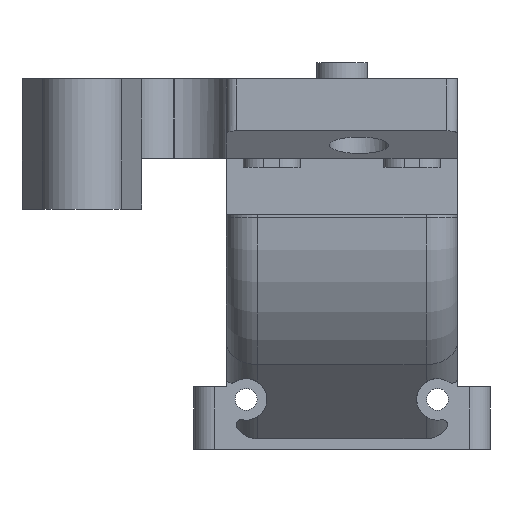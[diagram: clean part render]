
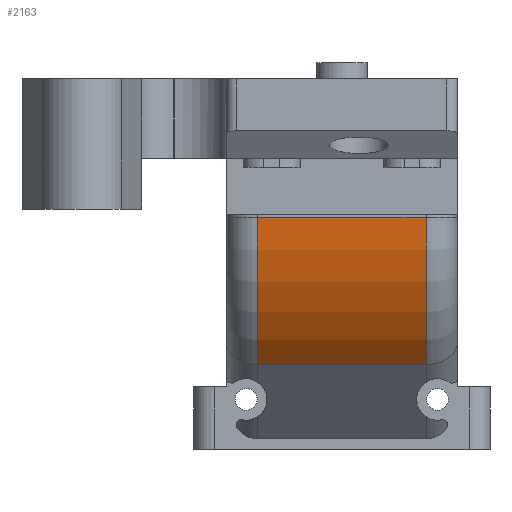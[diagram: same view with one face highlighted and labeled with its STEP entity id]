
A CAD part, front view. The second image highlights one B-rep face of the part: STEP entity #2163.
In plain terms, the highlighted cylindrical face has radius 20 mm (diameter 40 mm), a partial arc.
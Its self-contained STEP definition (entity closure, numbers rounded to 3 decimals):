
#74=CYLINDRICAL_SURFACE('',#2385,20.);
#233=FACE_OUTER_BOUND('',#367,.T.);
#367=EDGE_LOOP('',(#1888,#1889,#1890,#1891));
#465=CIRCLE('',#2354,20.);
#476=CIRCLE('',#2373,20.);
#532=LINE('',#3298,#716);
#669=LINE('',#3858,#853);
#716=VECTOR('',#2494,10.);
#853=VECTOR('',#2973,10.);
#882=VERTEX_POINT('',#3150);
#918=VERTEX_POINT('',#3293);
#1045=VERTEX_POINT('',#3806);
#1054=VERTEX_POINT('',#3835);
#1130=EDGE_CURVE('',#918,#882,#532,.T.);
#1336=EDGE_CURVE('',#918,#1045,#465,.T.);
#1351=EDGE_CURVE('',#1054,#882,#476,.T.);
#1358=EDGE_CURVE('',#1054,#1045,#669,.T.);
#1888=ORIENTED_EDGE('',*,*,#1351,.F.);
#1889=ORIENTED_EDGE('',*,*,#1358,.T.);
#1890=ORIENTED_EDGE('',*,*,#1336,.F.);
#1891=ORIENTED_EDGE('',*,*,#1130,.T.);
#2163=ADVANCED_FACE('',(#233),#74,.T.);
#2354=AXIS2_PLACEMENT_3D('',#3807,#2905,#2906);
#2373=AXIS2_PLACEMENT_3D('',#3839,#2947,#2948);
#2385=AXIS2_PLACEMENT_3D('',#3857,#2971,#2972);
#2494=DIRECTION('',(1.,0.,0.));
#2905=DIRECTION('center_axis',(-1.,0.,0.));
#2906=DIRECTION('ref_axis',(0.,-0.924,-0.383));
#2947=DIRECTION('center_axis',(1.,0.,0.));
#2948=DIRECTION('ref_axis',(0.,-0.924,-0.383));
#2971=DIRECTION('center_axis',(-1.,0.,0.));
#2972=DIRECTION('ref_axis',(0.,-0.924,-0.383));
#2973=DIRECTION('',(-1.,0.,0.));
#3150=CARTESIAN_POINT('',(8.182,69.724,-39.289));
#3293=CARTESIAN_POINT('',(-8.018,69.724,-39.289));
#3298=CARTESIAN_POINT('',(-1.669,69.724,-39.289));
#3806=CARTESIAN_POINT('',(-8.018,63.866,-25.147));
#3807=CARTESIAN_POINT('Origin',(-8.018,83.866,-25.147));
#3835=CARTESIAN_POINT('',(8.182,63.866,-25.147));
#3839=CARTESIAN_POINT('Origin',(8.182,83.866,-25.147));
#3857=CARTESIAN_POINT('Origin',(-1.669,83.866,-25.147));
#3858=CARTESIAN_POINT('',(-1.669,63.866,-25.147));
